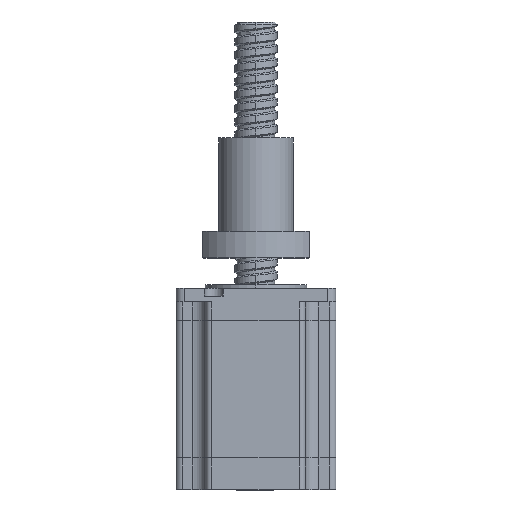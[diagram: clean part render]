
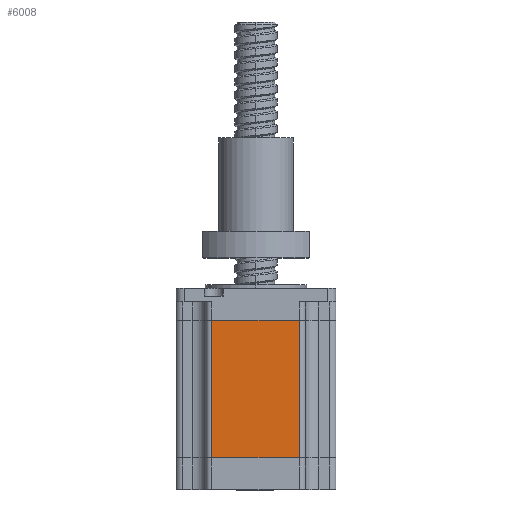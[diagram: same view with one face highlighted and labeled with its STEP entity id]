
A CAD part, top view. The second image highlights one B-rep face of the part: STEP entity #6008.
In plain terms, the highlighted planar face has unit normal (0, 0, 1).
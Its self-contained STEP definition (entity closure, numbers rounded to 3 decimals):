
#1149 = CARTESIAN_POINT ( 'NONE',  ( 27., -7.001, 30. ) ) ;
#1366 = CARTESIAN_POINT ( 'NONE',  ( 27., 5., 30. ) ) ;
#1639 = EDGE_CURVE ( 'NONE', #16372, #11358, #1932, .T. ) ;
#1932 = LINE ( 'NONE', #12405, #11468 ) ;
#2317 = LINE ( 'NONE', #7507, #14266 ) ;
#2506 = VERTEX_POINT ( 'NONE', #8497 ) ;
#2758 = CARTESIAN_POINT ( 'NONE',  ( -16.7, -70.5, 30. ) ) ;
#3371 = CARTESIAN_POINT ( 'NONE',  ( 16.3, -7.001, 30. ) ) ;
#3469 = ORIENTED_EDGE ( 'NONE', *, *, #11824, .F. ) ;
#3751 = DIRECTION ( 'NONE',  ( -1., 0., 0. ) ) ;
#4073 = AXIS2_PLACEMENT_3D ( 'NONE', #1366, #11505, #3751 ) ;
#4870 = ORIENTED_EDGE ( 'NONE', *, *, #16543, .F. ) ;
#4940 = FACE_OUTER_BOUND ( 'NONE', #12166, .T. ) ;
#5618 = VECTOR ( 'NONE', #8113, 1000. ) ;
#6008 = ADVANCED_FACE ( 'NONE', ( #4940 ), #7828, .F. ) ;
#6758 = ORIENTED_EDGE ( 'NONE', *, *, #7787, .F. ) ;
#7014 = CARTESIAN_POINT ( 'NONE',  ( 16.3, -58.49, 30. ) ) ;
#7446 = DIRECTION ( 'NONE',  ( 1., 0., 0. ) ) ;
#7507 = CARTESIAN_POINT ( 'NONE',  ( 27., -58.49, 30. ) ) ;
#7787 = EDGE_CURVE ( 'NONE', #16372, #12837, #2317, .T. ) ;
#7828 = PLANE ( 'NONE',  #4073 ) ;
#7944 = LINE ( 'NONE', #2758, #5618 ) ;
#8113 = DIRECTION ( 'NONE',  ( 0., 1., 0. ) ) ;
#8231 = ORIENTED_EDGE ( 'NONE', *, *, #1639, .T. ) ;
#8497 = CARTESIAN_POINT ( 'NONE',  ( -16.7, -7.001, 30. ) ) ;
#8660 = CARTESIAN_POINT ( 'NONE',  ( -16.7, -58.49, 30. ) ) ;
#9934 = DIRECTION ( 'NONE',  ( 0., 1., 0. ) ) ;
#11358 = VERTEX_POINT ( 'NONE', #3371 ) ;
#11468 = VECTOR ( 'NONE', #9934, 1000. ) ;
#11505 = DIRECTION ( 'NONE',  ( 0., 0., -1. ) ) ;
#11824 = EDGE_CURVE ( 'NONE', #12837, #2506, #7944, .T. ) ;
#12166 = EDGE_LOOP ( 'NONE', ( #6758, #8231, #4870, #3469 ) ) ;
#12405 = CARTESIAN_POINT ( 'NONE',  ( 16.3, -70.5, 30. ) ) ;
#12812 = LINE ( 'NONE', #1149, #13901 ) ;
#12837 = VERTEX_POINT ( 'NONE', #8660 ) ;
#13901 = VECTOR ( 'NONE', #7446, 1000. ) ;
#14266 = VECTOR ( 'NONE', #16452, 1000. ) ;
#16372 = VERTEX_POINT ( 'NONE', #7014 ) ;
#16452 = DIRECTION ( 'NONE',  ( -1., 0., 0. ) ) ;
#16543 = EDGE_CURVE ( 'NONE', #2506, #11358, #12812, .T. ) ;
